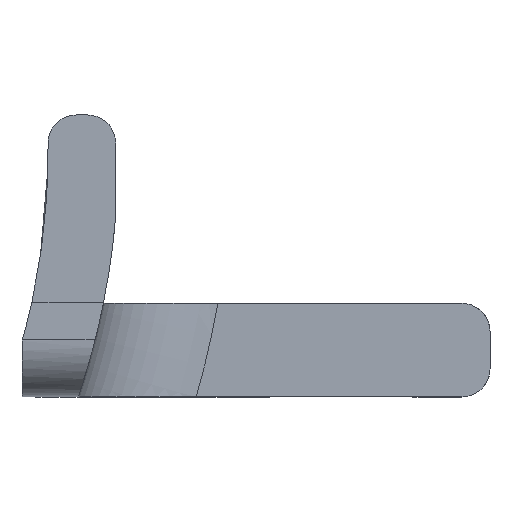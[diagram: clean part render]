
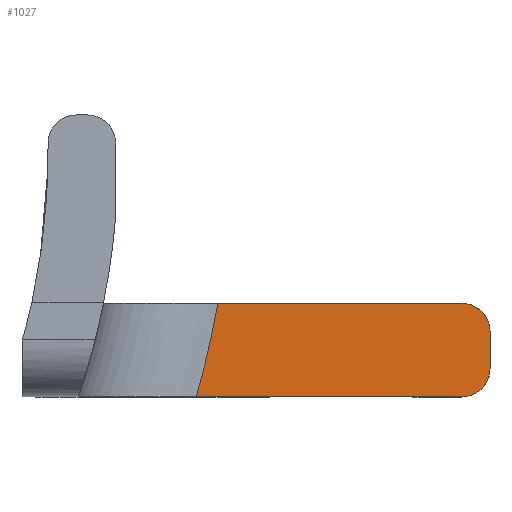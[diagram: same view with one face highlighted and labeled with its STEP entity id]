
A CAD part, top view. The second image highlights one B-rep face of the part: STEP entity #1027.
In plain terms, the highlighted planar face has unit normal (0, 0, 1).
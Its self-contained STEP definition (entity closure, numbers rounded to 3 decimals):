
#666 = VERTEX_POINT('',#667);
#667 = CARTESIAN_POINT('',(10.46,2.5,0.));
#801 = VERTEX_POINT('',#802);
#802 = CARTESIAN_POINT('',(9.306,-2.5,0.));
#875 = EDGE_CURVE('',#876,#666,#878,.T.);
#876 = VERTEX_POINT('',#877);
#877 = CARTESIAN_POINT('',(23.5,2.5,0.));
#878 = LINE('',#879,#880);
#879 = CARTESIAN_POINT('',(25.,2.5,0.));
#880 = VECTOR('',#881,1.);
#881 = DIRECTION('',(-1.,0.,0.));
#964 = EDGE_CURVE('',#666,#801,#965,.T.);
#965 = CIRCLE('',#966,46.75);
#966 = AXIS2_PLACEMENT_3D('',#967,#968,#969);
#967 = CARTESIAN_POINT('',(-35.6,10.5,0.));
#968 = DIRECTION('',(0.,0.,-1.));
#969 = DIRECTION('',(0.981,-0.196,0.)
  );
#1007 = VERTEX_POINT('',#1008);
#1008 = CARTESIAN_POINT('',(23.5,-2.5,0.));
#1014 = EDGE_CURVE('',#801,#1007,#1015,.T.);
#1015 = LINE('',#1016,#1017);
#1016 = CARTESIAN_POINT('',(0.,-2.5,0.)
  );
#1017 = VECTOR('',#1018,1.);
#1018 = DIRECTION('',(1.,0.,0.));
#1027 = ADVANCED_FACE('',(#1028),#1057,.T.);
#1028 = FACE_BOUND('',#1029,.T.);
#1029 = EDGE_LOOP('',(#1030,#1031,#1040,#1048,#1055,#1056));
#1030 = ORIENTED_EDGE('',*,*,#1014,.T.);
#1031 = ORIENTED_EDGE('',*,*,#1032,.T.);
#1032 = EDGE_CURVE('',#1007,#1033,#1035,.T.);
#1033 = VERTEX_POINT('',#1034);
#1034 = CARTESIAN_POINT('',(25.,-1.,0.));
#1035 = CIRCLE('',#1036,1.5);
#1036 = AXIS2_PLACEMENT_3D('',#1037,#1038,#1039);
#1037 = CARTESIAN_POINT('',(23.5,-1.,0.));
#1038 = DIRECTION('',(0.,0.,1.));
#1039 = DIRECTION('',(-1.,0.,0.));
#1040 = ORIENTED_EDGE('',*,*,#1041,.T.);
#1041 = EDGE_CURVE('',#1033,#1042,#1044,.T.);
#1042 = VERTEX_POINT('',#1043);
#1043 = CARTESIAN_POINT('',(25.,1.,0.));
#1044 = LINE('',#1045,#1046);
#1045 = CARTESIAN_POINT('',(25.,-2.5,0.));
#1046 = VECTOR('',#1047,1.);
#1047 = DIRECTION('',(0.,1.,0.));
#1048 = ORIENTED_EDGE('',*,*,#1049,.F.);
#1049 = EDGE_CURVE('',#876,#1042,#1050,.T.);
#1050 = CIRCLE('',#1051,1.5);
#1051 = AXIS2_PLACEMENT_3D('',#1052,#1053,#1054);
#1052 = CARTESIAN_POINT('',(23.5,1.,0.));
#1053 = DIRECTION('',(0.,0.,-1.));
#1054 = DIRECTION('',(-1.,0.,0.));
#1055 = ORIENTED_EDGE('',*,*,#875,.T.);
#1056 = ORIENTED_EDGE('',*,*,#964,.T.);
#1057 = PLANE('',#1058);
#1058 = AXIS2_PLACEMENT_3D('',#1059,#1060,#1061);
#1059 = CARTESIAN_POINT('',(12.5,0.,0.)
  );
#1060 = DIRECTION('',(0.,0.,1.));
#1061 = DIRECTION('',(1.,0.,0.));
